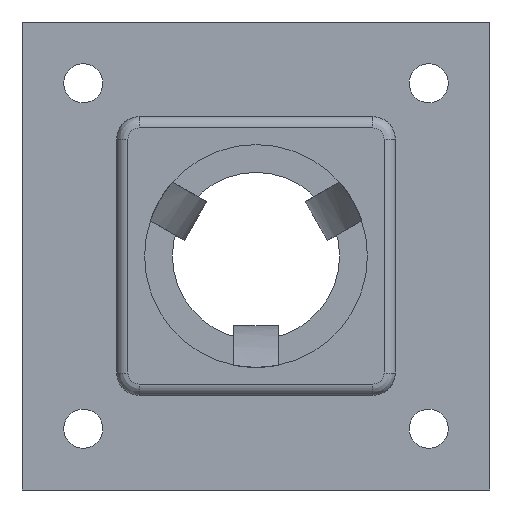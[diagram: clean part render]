
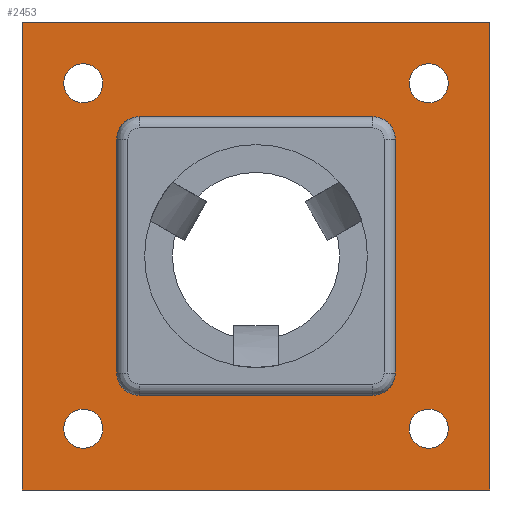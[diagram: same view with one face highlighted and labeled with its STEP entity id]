
A CAD part, front view. The second image highlights one B-rep face of the part: STEP entity #2453.
In plain terms, the highlighted planar face has unit normal (0, -1, 0).
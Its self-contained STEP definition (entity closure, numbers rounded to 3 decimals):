
#30=FACE_BOUND('',#394,.T.);
#31=FACE_BOUND('',#395,.T.);
#32=FACE_BOUND('',#396,.T.);
#33=FACE_BOUND('',#397,.T.);
#34=FACE_BOUND('',#398,.T.);
#129=PLANE('',#2587);
#253=FACE_OUTER_BOUND('',#393,.T.);
#393=EDGE_LOOP('',(#2165,#2166,#2167,#2168,#2169,#2170));
#394=EDGE_LOOP('',(#2171));
#395=EDGE_LOOP('',(#2172));
#396=EDGE_LOOP('',(#2173));
#397=EDGE_LOOP('',(#2174));
#398=EDGE_LOOP('',(#2175,#2176,#2177,#2178,#2179,#2180,#2181,#2182));
#661=LINE('',#4175,#879);
#665=LINE('',#4184,#883);
#668=LINE('',#4201,#886);
#671=LINE('',#4209,#889);
#685=LINE('',#4642,#903);
#686=LINE('',#4644,#904);
#687=LINE('',#4646,#905);
#688=LINE('',#4648,#906);
#689=LINE('',#4650,#907);
#690=LINE('',#4651,#908);
#879=VECTOR('',#2888,10.);
#883=VECTOR('',#2898,10.);
#886=VECTOR('',#2917,10.);
#889=VECTOR('',#2926,10.);
#903=VECTOR('',#2962,10.);
#904=VECTOR('',#2963,10.);
#905=VECTOR('',#2964,10.);
#906=VECTOR('',#2965,10.);
#907=VECTOR('',#2966,10.);
#908=VECTOR('',#2967,10.);
#992=CIRCLE('',#2564,2.);
#993=CIRCLE('',#2567,2.);
#998=CIRCLE('',#2575,2.);
#999=CIRCLE('',#2578,2.);
#1001=CIRCLE('',#2588,1.75);
#1002=CIRCLE('',#2589,1.75);
#1003=CIRCLE('',#2590,1.75);
#1004=CIRCLE('',#2591,1.75);
#1159=VERTEX_POINT('',#4172);
#1160=VERTEX_POINT('',#4174);
#1161=VERTEX_POINT('',#4178);
#1162=VERTEX_POINT('',#4182);
#1163=VERTEX_POINT('',#4186);
#1168=VERTEX_POINT('',#4199);
#1169=VERTEX_POINT('',#4203);
#1170=VERTEX_POINT('',#4207);
#1199=VERTEX_POINT('',#4640);
#1200=VERTEX_POINT('',#4641);
#1201=VERTEX_POINT('',#4643);
#1202=VERTEX_POINT('',#4645);
#1203=VERTEX_POINT('',#4647);
#1204=VERTEX_POINT('',#4649);
#1205=VERTEX_POINT('',#4652);
#1206=VERTEX_POINT('',#4654);
#1207=VERTEX_POINT('',#4656);
#1208=VERTEX_POINT('',#4658);
#1470=EDGE_CURVE('',#1160,#1159,#661,.T.);
#1473=EDGE_CURVE('',#1161,#1159,#992,.F.);
#1475=EDGE_CURVE('',#1161,#1162,#665,.T.);
#1477=EDGE_CURVE('',#1163,#1162,#993,.F.);
#1483=EDGE_CURVE('',#1163,#1168,#668,.T.);
#1485=EDGE_CURVE('',#1169,#1168,#998,.F.);
#1487=EDGE_CURVE('',#1169,#1170,#671,.T.);
#1488=EDGE_CURVE('',#1160,#1170,#999,.F.);
#1533=EDGE_CURVE('',#1199,#1200,#685,.T.);
#1534=EDGE_CURVE('',#1200,#1201,#686,.T.);
#1535=EDGE_CURVE('',#1201,#1202,#687,.T.);
#1536=EDGE_CURVE('',#1202,#1203,#688,.T.);
#1537=EDGE_CURVE('',#1203,#1204,#689,.T.);
#1538=EDGE_CURVE('',#1204,#1199,#690,.T.);
#1539=EDGE_CURVE('',#1205,#1205,#1001,.T.);
#1540=EDGE_CURVE('',#1206,#1206,#1002,.T.);
#1541=EDGE_CURVE('',#1207,#1207,#1003,.T.);
#1542=EDGE_CURVE('',#1208,#1208,#1004,.T.);
#2165=ORIENTED_EDGE('',*,*,#1533,.T.);
#2166=ORIENTED_EDGE('',*,*,#1534,.T.);
#2167=ORIENTED_EDGE('',*,*,#1535,.T.);
#2168=ORIENTED_EDGE('',*,*,#1536,.T.);
#2169=ORIENTED_EDGE('',*,*,#1537,.T.);
#2170=ORIENTED_EDGE('',*,*,#1538,.T.);
#2171=ORIENTED_EDGE('',*,*,#1539,.T.);
#2172=ORIENTED_EDGE('',*,*,#1540,.T.);
#2173=ORIENTED_EDGE('',*,*,#1541,.T.);
#2174=ORIENTED_EDGE('',*,*,#1542,.T.);
#2175=ORIENTED_EDGE('',*,*,#1483,.T.);
#2176=ORIENTED_EDGE('',*,*,#1485,.F.);
#2177=ORIENTED_EDGE('',*,*,#1487,.T.);
#2178=ORIENTED_EDGE('',*,*,#1488,.F.);
#2179=ORIENTED_EDGE('',*,*,#1470,.T.);
#2180=ORIENTED_EDGE('',*,*,#1473,.F.);
#2181=ORIENTED_EDGE('',*,*,#1475,.T.);
#2182=ORIENTED_EDGE('',*,*,#1477,.F.);
#2453=ADVANCED_FACE('',(#253,#30,#31,#32,#33,#34),#129,.T.);
#2564=AXIS2_PLACEMENT_3D('',#4180,#2893,#2894);
#2567=AXIS2_PLACEMENT_3D('',#4188,#2902,#2903);
#2575=AXIS2_PLACEMENT_3D('',#4205,#2921,#2922);
#2578=AXIS2_PLACEMENT_3D('',#4211,#2929,#2930);
#2587=AXIS2_PLACEMENT_3D('',#4639,#2960,#2961);
#2588=AXIS2_PLACEMENT_3D('',#4653,#2968,#2969);
#2589=AXIS2_PLACEMENT_3D('',#4655,#2970,#2971);
#2590=AXIS2_PLACEMENT_3D('',#4657,#2972,#2973);
#2591=AXIS2_PLACEMENT_3D('',#4659,#2974,#2975);
#2888=DIRECTION('',(-1.,0.,0.));
#2893=DIRECTION('center_axis',(0.,1.,0.));
#2894=DIRECTION('ref_axis',(-0.707,0.,-0.707));
#2898=DIRECTION('',(0.,0.,1.));
#2902=DIRECTION('center_axis',(0.,1.,0.));
#2903=DIRECTION('ref_axis',(-0.707,0.,0.707));
#2917=DIRECTION('',(1.,0.,0.));
#2921=DIRECTION('center_axis',(0.,1.,0.));
#2922=DIRECTION('ref_axis',(0.707,0.,0.707));
#2926=DIRECTION('',(0.,0.,-1.));
#2929=DIRECTION('center_axis',(0.,1.,0.));
#2930=DIRECTION('ref_axis',(0.707,0.,-0.707));
#2960=DIRECTION('center_axis',(0.,-1.,0.));
#2961=DIRECTION('ref_axis',(1.,0.,0.));
#2962=DIRECTION('',(0.,0.,-1.));
#2963=DIRECTION('',(1.,0.,0.));
#2964=DIRECTION('',(0.,0.,1.));
#2965=DIRECTION('',(-1.,0.,0.));
#2966=DIRECTION('',(-1.,0.,0.));
#2967=DIRECTION('',(-1.,0.,0.));
#2968=DIRECTION('center_axis',(0.,1.,0.));
#2969=DIRECTION('ref_axis',(1.,0.,0.));
#2970=DIRECTION('center_axis',(0.,1.,0.));
#2971=DIRECTION('ref_axis',(1.,0.,0.));
#2972=DIRECTION('center_axis',(0.,1.,0.));
#2973=DIRECTION('ref_axis',(1.,0.,0.));
#2974=DIRECTION('center_axis',(0.,1.,0.));
#2975=DIRECTION('ref_axis',(1.,0.,0.));
#4172=CARTESIAN_POINT('',(-10.5,-6.,-12.5));
#4174=CARTESIAN_POINT('',(10.5,-6.,-12.5));
#4175=CARTESIAN_POINT('',(-6.25,-6.,-12.5));
#4178=CARTESIAN_POINT('',(-12.5,-6.,-10.5));
#4180=CARTESIAN_POINT('Origin',(-10.5,-6.,-10.5));
#4182=CARTESIAN_POINT('',(-12.5,-6.,10.5));
#4184=CARTESIAN_POINT('',(-12.5,-6.,6.25));
#4186=CARTESIAN_POINT('',(-10.5,-6.,12.5));
#4188=CARTESIAN_POINT('Origin',(-10.5,-6.,10.5));
#4199=CARTESIAN_POINT('',(10.5,-6.,12.5));
#4201=CARTESIAN_POINT('',(6.25,-6.,12.5));
#4203=CARTESIAN_POINT('',(12.5,-6.,10.5));
#4205=CARTESIAN_POINT('Origin',(10.5,-6.,10.5));
#4207=CARTESIAN_POINT('',(12.5,-6.,-10.5));
#4209=CARTESIAN_POINT('',(12.5,-6.,-6.25));
#4211=CARTESIAN_POINT('Origin',(10.5,-6.,-10.5));
#4639=CARTESIAN_POINT('Origin',(0.,-6.,0.));
#4640=CARTESIAN_POINT('',(-21.,-6.,21.));
#4641=CARTESIAN_POINT('',(-21.,-6.,-21.));
#4642=CARTESIAN_POINT('',(-21.,-6.,-21.));
#4643=CARTESIAN_POINT('',(21.,-6.,-21.));
#4644=CARTESIAN_POINT('',(21.,-6.,-21.));
#4645=CARTESIAN_POINT('',(21.,-6.,21.));
#4646=CARTESIAN_POINT('',(21.,-6.,21.));
#4647=CARTESIAN_POINT('',(11.1,-6.,21.));
#4648=CARTESIAN_POINT('',(11.1,-6.,21.));
#4649=CARTESIAN_POINT('',(-11.1,-6.,21.));
#4650=CARTESIAN_POINT('',(-21.,-6.,21.));
#4651=CARTESIAN_POINT('',(-21.,-6.,21.));
#4652=CARTESIAN_POINT('',(13.75,-6.,15.5));
#4653=CARTESIAN_POINT('Origin',(15.5,-6.,15.5));
#4654=CARTESIAN_POINT('',(-17.25,-6.,15.5));
#4655=CARTESIAN_POINT('Origin',(-15.5,-6.,15.5));
#4656=CARTESIAN_POINT('',(13.75,-6.,-15.5));
#4657=CARTESIAN_POINT('Origin',(15.5,-6.,-15.5));
#4658=CARTESIAN_POINT('',(-17.25,-6.,-15.5));
#4659=CARTESIAN_POINT('Origin',(-15.5,-6.,-15.5));
